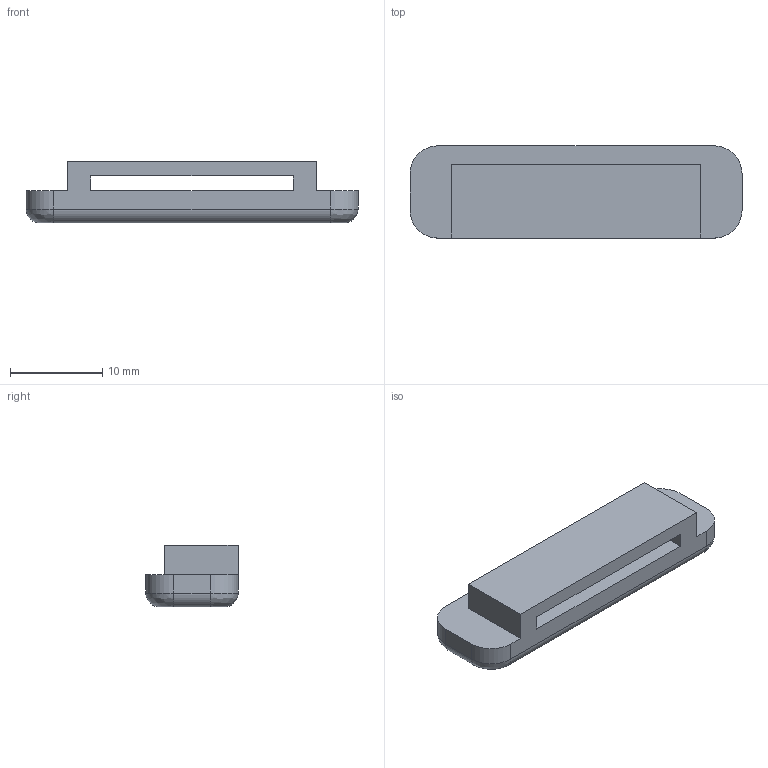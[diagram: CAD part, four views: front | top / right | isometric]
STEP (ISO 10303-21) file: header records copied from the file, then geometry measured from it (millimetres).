
FILE_DESCRIPTION(/* description */ (''),/* implementation_level */ '2;1');
FILE_NAME(/* name */ 'Keyboard tray end stop v5.step',/* time_stamp */ '2021-02-21T03:32:22+00:00',/* author */ (''),/* organization */ (''),/* preprocessor_version */ 'ST-DEVELOPER v18.1',/* originating_system */ 'Autodesk Translation Framework v9.7.1.1290',/* authorisation */ '');
FILE_SCHEMA (('AUTOMOTIVE_DESIGN { 1 0 10303 214 3 1 1 }'));
Length unit declared in the file: millimetre
Products named in the file (1): Keyboard tray end stop
Bounding box: 36 x 10 x 6.7 mm (x, y, z)
Volume: 1601.6 mm3; surface area: 1482.8 mm2
Topology: 1 solids, 1 shells, 25 faces, 64 edges, 40 vertices
Faces by surface type: plane 13, cylinder 8, bspline 4
Entity records: 807 total; most frequent: CARTESIAN_POINT 162, ORIENTED_EDGE 128, DIRECTION 128, EDGE_CURVE 64, LINE 44, VECTOR 44, AXIS2_PLACEMENT_3D 42, VERTEX_POINT 40
